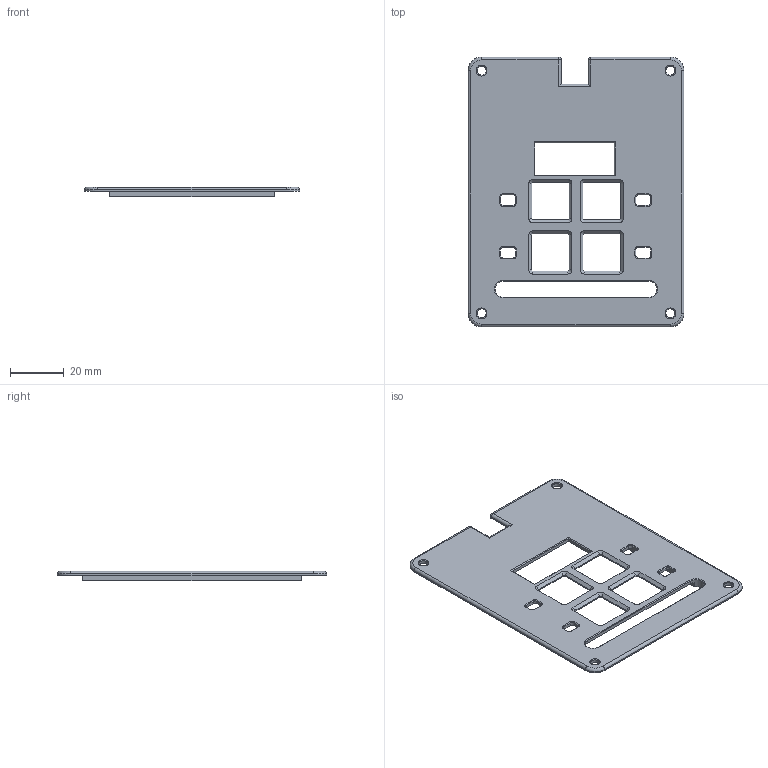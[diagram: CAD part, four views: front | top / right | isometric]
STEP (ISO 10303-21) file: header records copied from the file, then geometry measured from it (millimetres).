
FILE_DESCRIPTION(/* description */ (''),/* implementation_level */ '2;1');
FILE_NAME(/* name */ 'Case_top_hackpad.step',/* time_stamp */ '2025-12-10T19:30:56+01:00',/* author */ (''),/* organization */ (''),/* preprocessor_version */ 'ST-DEVELOPER v20.1',/* originating_system */ 'Autodesk Translation Framework v14.21.0.0',/* authorisation */ '');
FILE_SCHEMA (('AUTOMOTIVE_DESIGN { 1 0 10303 214 3 1 1 }'));
Length unit declared in the file: millimetre
Products named in the file (1): 2025-12-05-13-09-45-037
Bounding box: 80 x 100 x 3.5 mm (x, y, z)
Volume: 10170.5 mm3; surface area: 14660.7 mm2
Topology: 1 solids, 1 shells, 375 faces, 1017 edges, 646 vertices
Faces by surface type: plane 168, bspline 111, cylinder 52, cone 38, torus 4, sphere 2
Full cylindrical faces by diameter (mm): 3.4 x4
Entity records: 12712 total; most frequent: CARTESIAN_POINT 3914, ORIENTED_EDGE 2018, DIRECTION 1463, EDGE_CURVE 1009, VERTEX_POINT 642, LINE 641, VECTOR 641, AXIS2_PLACEMENT_3D 411
